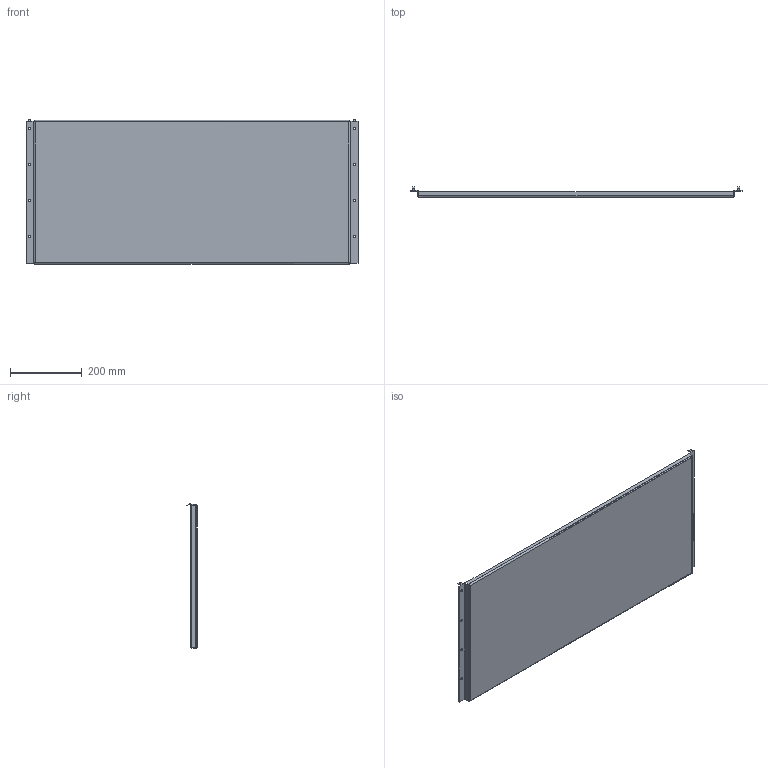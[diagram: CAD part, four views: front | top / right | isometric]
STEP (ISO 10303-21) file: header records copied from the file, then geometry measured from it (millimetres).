
FILE_DESCRIPTION (( 'STEP AP214' ), '1' );
FILE_NAME ('FM410 Ìîíòàæíàÿ ïëàòà FORT (Â400õØ1000) EKF PROxima.STEP', '2022-01-27T10:27:01', ( '' ), ( '' ), 'SwSTEP 2.0', 'SolidWorks 2021', '' );
FILE_SCHEMA (( 'AUTOMOTIVE_DESIGN' ));
Length unit declared in the file: millimetre
Products named in the file (1): FM410 Ìîíòàæíàÿ ïëàòà FORT (Â400õØ1000) EKF PROxima
Bounding box: 924 x 29.45 x 401.65 mm (x, y, z)
Volume: 803224.8 mm3; surface area: 809192.8 mm2
Topology: 1 solids, 1 shells, 94 faces, 220 edges, 128 vertices
Faces by surface type: plane 54, cylinder 32, bspline 8
Entity records: 3430 total; most frequent: CARTESIAN_POINT 1283, ORIENTED_EDGE 440, DIRECTION 414, EDGE_CURVE 220, LINE 144, VECTOR 144, AXIS2_PLACEMENT_3D 135, VERTEX_POINT 128
